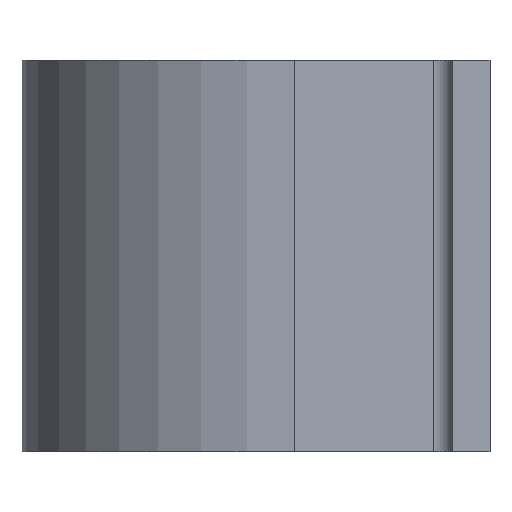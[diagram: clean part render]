
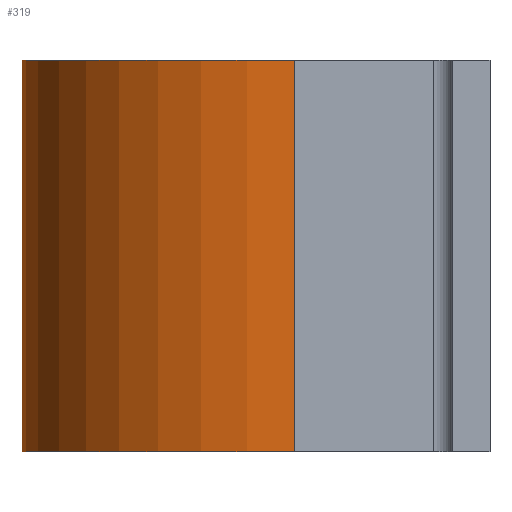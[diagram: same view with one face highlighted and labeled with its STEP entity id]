
A CAD part, left-side view. The second image highlights one B-rep face of the part: STEP entity #319.
In plain terms, the highlighted cylindrical face has radius 11.049 mm (diameter 22.098 mm), a partial arc.
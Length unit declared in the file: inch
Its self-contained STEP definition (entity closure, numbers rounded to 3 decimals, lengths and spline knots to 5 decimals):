
#9 = DIRECTION ( 'NONE',  ( 0., 0., -1. ) ) ;
#25 = CARTESIAN_POINT ( 'NONE',  ( 1.124, 0.312, -0.3125 ) ) ;
#67 = DIRECTION ( 'NONE',  ( 1., 0., 0. ) ) ;
#73 = ORIENTED_EDGE ( 'NONE', *, *, #511, .F. ) ;
#83 = VERTEX_POINT ( 'NONE', #224 ) ;
#100 = EDGE_CURVE ( 'NONE', #552, #83, #421, .T. ) ;
#135 = VECTOR ( 'NONE', #226, 39.37008 ) ;
#140 = CARTESIAN_POINT ( 'NONE',  ( 1.124, 0.312, 0.3125 ) ) ;
#151 = LINE ( 'NONE', #542, #135 ) ;
#165 = LINE ( 'NONE', #349, #551 ) ;
#170 = AXIS2_PLACEMENT_3D ( 'NONE', #140, #182, #491 ) ;
#182 = DIRECTION ( 'NONE',  ( 0., 0., -1. ) ) ;
#192 = ORIENTED_EDGE ( 'NONE', *, *, #100, .T. ) ;
#200 = VERTEX_POINT ( 'NONE', #544 ) ;
#205 = ORIENTED_EDGE ( 'NONE', *, *, #362, .T. ) ;
#224 = CARTESIAN_POINT ( 'NONE',  ( 1.559, 0.312, 0.3125 ) ) ;
#226 = DIRECTION ( 'NONE',  ( 0., 0., -1. ) ) ;
#254 = FACE_OUTER_BOUND ( 'NONE', #514, .T. ) ;
#268 = CARTESIAN_POINT ( 'NONE',  ( 1.559, 0.312, -0.3125 ) ) ;
#290 = AXIS2_PLACEMENT_3D ( 'NONE', #325, #342, #344 ) ;
#319 = ADVANCED_FACE ( 'NONE', ( #254 ), #381, .T. ) ;
#320 = DIRECTION ( 'NONE',  ( 0., 0., -1. ) ) ;
#325 = CARTESIAN_POINT ( 'NONE',  ( 1.124, 0.312, 0.3125 ) ) ;
#342 = DIRECTION ( 'NONE',  ( 0., 0., -1. ) ) ;
#344 = DIRECTION ( 'NONE',  ( 1., 0., 0. ) ) ;
#349 = CARTESIAN_POINT ( 'NONE',  ( 0.689, 0.312, 0.3125 ) ) ;
#350 = AXIS2_PLACEMENT_3D ( 'NONE', #25, #320, #67 ) ;
#362 = EDGE_CURVE ( 'NONE', #83, #442, #151, .T. ) ;
#375 = EDGE_CURVE ( 'NONE', #200, #442, #413, .T. ) ;
#381 = CYLINDRICAL_SURFACE ( 'NONE', #170, 0.435 ) ;
#413 = CIRCLE ( 'NONE', #350, 0.435 ) ;
#421 = CIRCLE ( 'NONE', #290, 0.435 ) ;
#435 = ORIENTED_EDGE ( 'NONE', *, *, #375, .F. ) ;
#442 = VERTEX_POINT ( 'NONE', #268 ) ;
#447 = CARTESIAN_POINT ( 'NONE',  ( 0.689, 0.312, 0.3125 ) ) ;
#491 = DIRECTION ( 'NONE',  ( -1., 0., 0. ) ) ;
#511 = EDGE_CURVE ( 'NONE', #552, #200, #165, .T. ) ;
#514 = EDGE_LOOP ( 'NONE', ( #435, #73, #192, #205 ) ) ;
#542 = CARTESIAN_POINT ( 'NONE',  ( 1.559, 0.312, 0.3125 ) ) ;
#544 = CARTESIAN_POINT ( 'NONE',  ( 0.689, 0.312, -0.3125 ) ) ;
#551 = VECTOR ( 'NONE', #9, 39.37008 ) ;
#552 = VERTEX_POINT ( 'NONE', #447 ) ;
